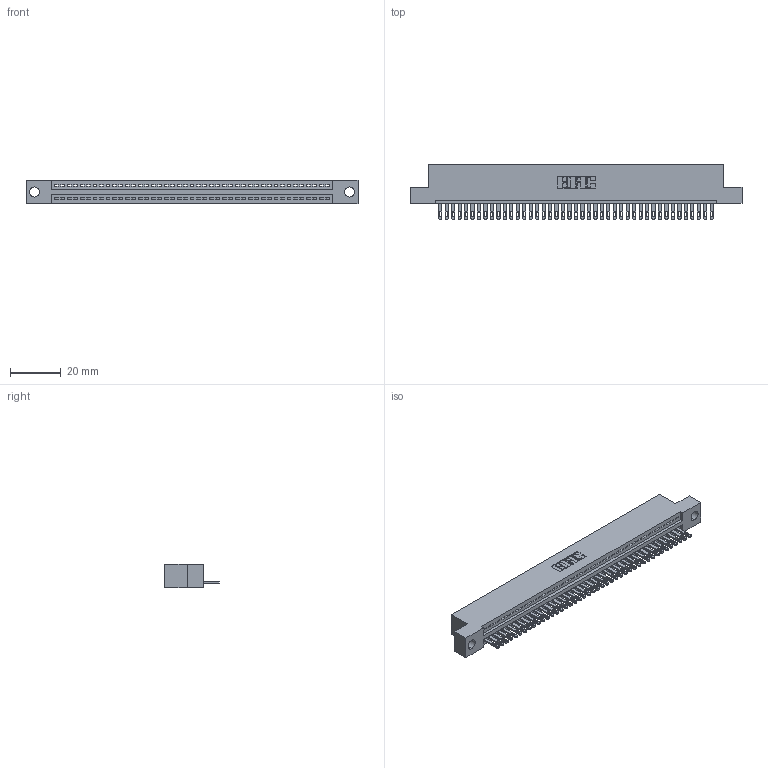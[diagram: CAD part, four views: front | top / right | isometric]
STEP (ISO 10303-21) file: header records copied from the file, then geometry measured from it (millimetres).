
FILE_DESCRIPTION (( 'STEP AP203' ), '1' );
FILE_NAME ('895-043-500-104.STEP', '2020-09-27T02:03:51', ( '' ), ( '' ), 'SwSTEP 2.0', 'SolidWorks 2020', '' );
FILE_SCHEMA (( 'CONFIG_CONTROL_DESIGN' ));
Length unit declared in the file: inch
Products named in the file (3): 845 Part_Flush Mounting Lugs - 0.156 Dia-TH; 895-043-500-104; 345-292-001_345-293-100
Assembly tree (44 placements, depth 2):
  895-043-500-104
    845 Part_Flush Mounting Lugs - 0.156 Dia-TH
    345-292-001_345-293-100  x43
Bounding box: 130.43 x 21.51 x 9.4 mm (x, y, z)
Volume: 12335.2 mm3; surface area: 16311.3 mm2
Topology: 44 solids, 44 shells, 2448 faces, 7565 edges, 5042 vertices
Faces by surface type: plane 1542, cylinder 906
Entity records: 32161 total; most frequent: CARTESIAN_POINT 5577, ORIENTED_EDGE 5554, DIRECTION 4871, EDGE_CURVE 2777, VECTOR 2469, LINE 2469, VERTEX_POINT 1850, AXIS2_PLACEMENT_3D 1201
